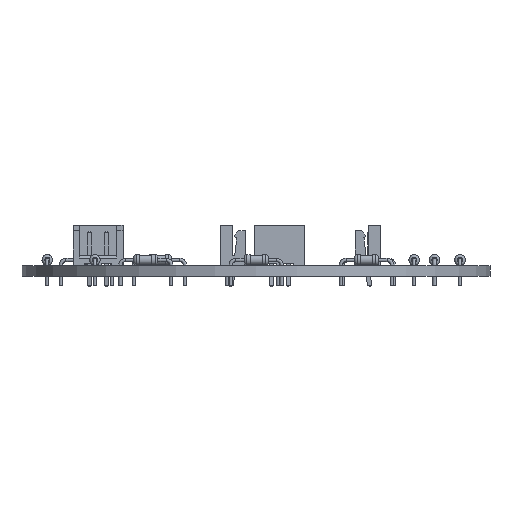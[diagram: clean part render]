
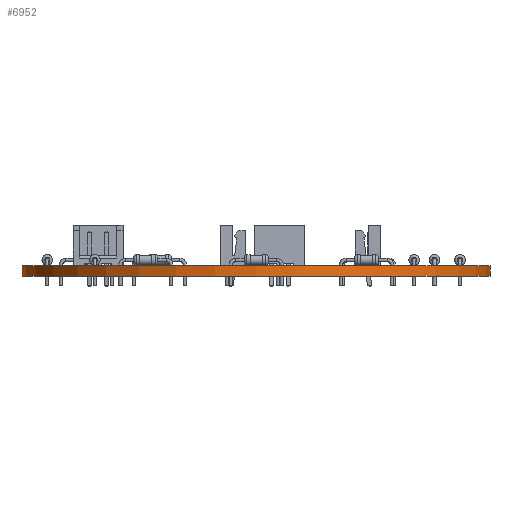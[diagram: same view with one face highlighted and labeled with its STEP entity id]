
A CAD part, front view. The second image highlights one B-rep face of the part: STEP entity #6952.
In plain terms, the highlighted cylindrical face has radius 35 mm (diameter 70 mm), a full revolution.
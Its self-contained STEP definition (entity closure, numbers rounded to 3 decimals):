
#6952 = ADVANCED_FACE('',(#6953),#6967,.T.);
#6953 = FACE_BOUND('',#6954,.F.);
#6954 = EDGE_LOOP('',(#6955,#6985,#7012,#7013));
#6955 = ORIENTED_EDGE('',*,*,#6956,.T.);
#6956 = EDGE_CURVE('',#6957,#6959,#6961,.T.);
#6957 = VERTEX_POINT('',#6958);
#6958 = CARTESIAN_POINT('',(193.467,-89.635,0.));
#6959 = VERTEX_POINT('',#6960);
#6960 = CARTESIAN_POINT('',(193.467,-89.635,1.6));
#6961 = SEAM_CURVE('',#6962,(#6966,#6978),.PCURVE_S1.);
#6962 = LINE('',#6963,#6964);
#6963 = CARTESIAN_POINT('',(193.467,-89.635,0.));
#6964 = VECTOR('',#6965,1.);
#6965 = DIRECTION('',(0.,0.,1.));
#6966 = PCURVE('',#6967,#6972);
#6967 = CYLINDRICAL_SURFACE('',#6968,35.);
#6968 = AXIS2_PLACEMENT_3D('',#6969,#6970,#6971);
#6969 = CARTESIAN_POINT('',(158.467,-89.635,0.));
#6970 = DIRECTION('',(0.,0.,-1.));
#6971 = DIRECTION('',(1.,0.,0.));
#6972 = DEFINITIONAL_REPRESENTATION('',(#6973),#6977);
#6973 = LINE('',#6974,#6975);
#6974 = CARTESIAN_POINT('',(0.,0.));
#6975 = VECTOR('',#6976,1.);
#6976 = DIRECTION('',(0.,-1.));
#6977 = ( GEOMETRIC_REPRESENTATION_CONTEXT(2) 
PARAMETRIC_REPRESENTATION_CONTEXT() REPRESENTATION_CONTEXT('2D SPACE',''
  ) );
#6978 = PCURVE('',#6967,#6979);
#6979 = DEFINITIONAL_REPRESENTATION('',(#6980),#6984);
#6980 = LINE('',#6981,#6982);
#6981 = CARTESIAN_POINT('',(-6.283,0.));
#6982 = VECTOR('',#6983,1.);
#6983 = DIRECTION('',(0.,-1.));
#6984 = ( GEOMETRIC_REPRESENTATION_CONTEXT(2) 
PARAMETRIC_REPRESENTATION_CONTEXT() REPRESENTATION_CONTEXT('2D SPACE',''
  ) );
#6985 = ORIENTED_EDGE('',*,*,#6986,.T.);
#6986 = EDGE_CURVE('',#6959,#6959,#6987,.T.);
#6987 = SURFACE_CURVE('',#6988,(#6993,#7000),.PCURVE_S1.);
#6988 = CIRCLE('',#6989,35.);
#6989 = AXIS2_PLACEMENT_3D('',#6990,#6991,#6992);
#6990 = CARTESIAN_POINT('',(158.467,-89.635,1.6));
#6991 = DIRECTION('',(0.,0.,1.));
#6992 = DIRECTION('',(1.,0.,0.));
#6993 = PCURVE('',#6967,#6994);
#6994 = DEFINITIONAL_REPRESENTATION('',(#6995),#6999);
#6995 = LINE('',#6996,#6997);
#6996 = CARTESIAN_POINT('',(0.,-1.6));
#6997 = VECTOR('',#6998,1.);
#6998 = DIRECTION('',(-1.,0.));
#6999 = ( GEOMETRIC_REPRESENTATION_CONTEXT(2) 
PARAMETRIC_REPRESENTATION_CONTEXT() REPRESENTATION_CONTEXT('2D SPACE',''
  ) );
#7000 = PCURVE('',#7001,#7006);
#7001 = PLANE('',#7002);
#7002 = AXIS2_PLACEMENT_3D('',#7003,#7004,#7005);
#7003 = CARTESIAN_POINT('',(158.467,-89.635,1.6));
#7004 = DIRECTION('',(0.,0.,1.));
#7005 = DIRECTION('',(1.,0.,0.));
#7006 = DEFINITIONAL_REPRESENTATION('',(#7007),#7011);
#7007 = CIRCLE('',#7008,35.);
#7008 = AXIS2_PLACEMENT_2D('',#7009,#7010);
#7009 = CARTESIAN_POINT('',(0.,0.));
#7010 = DIRECTION('',(1.,0.));
#7011 = ( GEOMETRIC_REPRESENTATION_CONTEXT(2) 
PARAMETRIC_REPRESENTATION_CONTEXT() REPRESENTATION_CONTEXT('2D SPACE',''
  ) );
#7012 = ORIENTED_EDGE('',*,*,#6956,.F.);
#7013 = ORIENTED_EDGE('',*,*,#7014,.F.);
#7014 = EDGE_CURVE('',#6957,#6957,#7015,.T.);
#7015 = SURFACE_CURVE('',#7016,(#7021,#7028),.PCURVE_S1.);
#7016 = CIRCLE('',#7017,35.);
#7017 = AXIS2_PLACEMENT_3D('',#7018,#7019,#7020);
#7018 = CARTESIAN_POINT('',(158.467,-89.635,0.));
#7019 = DIRECTION('',(0.,0.,1.));
#7020 = DIRECTION('',(1.,0.,0.));
#7021 = PCURVE('',#6967,#7022);
#7022 = DEFINITIONAL_REPRESENTATION('',(#7023),#7027);
#7023 = LINE('',#7024,#7025);
#7024 = CARTESIAN_POINT('',(0.,0.));
#7025 = VECTOR('',#7026,1.);
#7026 = DIRECTION('',(-1.,0.));
#7027 = ( GEOMETRIC_REPRESENTATION_CONTEXT(2) 
PARAMETRIC_REPRESENTATION_CONTEXT() REPRESENTATION_CONTEXT('2D SPACE',''
  ) );
#7028 = PCURVE('',#7029,#7034);
#7029 = PLANE('',#7030);
#7030 = AXIS2_PLACEMENT_3D('',#7031,#7032,#7033);
#7031 = CARTESIAN_POINT('',(158.467,-89.635,0.));
#7032 = DIRECTION('',(0.,0.,1.));
#7033 = DIRECTION('',(1.,0.,0.));
#7034 = DEFINITIONAL_REPRESENTATION('',(#7035),#7039);
#7035 = CIRCLE('',#7036,35.);
#7036 = AXIS2_PLACEMENT_2D('',#7037,#7038);
#7037 = CARTESIAN_POINT('',(0.,0.));
#7038 = DIRECTION('',(1.,0.));
#7039 = ( GEOMETRIC_REPRESENTATION_CONTEXT(2) 
PARAMETRIC_REPRESENTATION_CONTEXT() REPRESENTATION_CONTEXT('2D SPACE',''
  ) );
